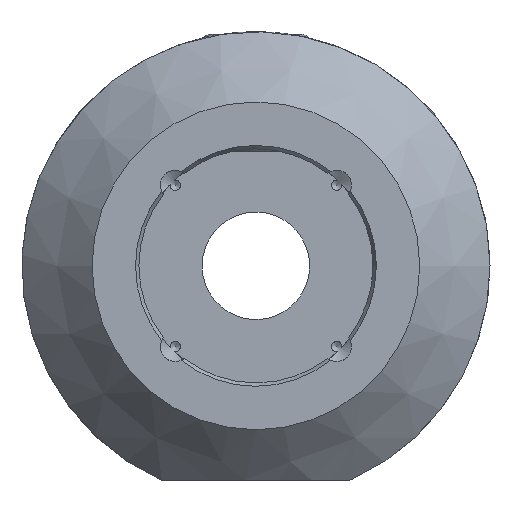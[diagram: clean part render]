
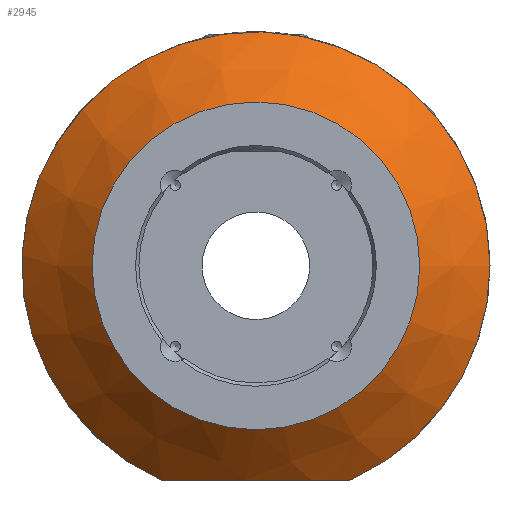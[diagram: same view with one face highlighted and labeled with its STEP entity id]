
A CAD part, left-side view. The second image highlights one B-rep face of the part: STEP entity #2945.
In plain terms, the highlighted conical face has half-angle 45 degrees and reference radius 34 mm.
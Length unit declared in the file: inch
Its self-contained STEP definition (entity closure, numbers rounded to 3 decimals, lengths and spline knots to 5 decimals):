
#226=(
BOUNDED_CURVE()
B_SPLINE_CURVE(2,(#5126,#5127,#5128),.UNSPECIFIED.,.F.,.F.)
B_SPLINE_CURVE_WITH_KNOTS((3,3),(0.,3.2839),.UNSPECIFIED.)
CURVE()
GEOMETRIC_REPRESENTATION_ITEM()
RATIONAL_B_SPLINE_CURVE((1.,1.092,1.))
REPRESENTATION_ITEM('')
);
#430=FACE_OUTER_BOUND('',#603,.T.);
#603=EDGE_LOOP('',(#2582,#2583,#2584,#2585,#2586,#2587,#2588));
#736=LINE('',#6454,#863);
#863=VECTOR('',#4043,1.33858);
#985=CIRCLE('',#3172,1.10236);
#986=CIRCLE('',#3173,1.10236);
#1034=CIRCLE('',#3282,1.5748);
#1035=CIRCLE('',#3283,1.5748);
#1238=VERTEX_POINT('',#5123);
#1239=VERTEX_POINT('',#5125);
#1243=VERTEX_POINT('',#5145);
#1244=VERTEX_POINT('',#5146);
#1331=VERTEX_POINT('',#6452);
#1592=EDGE_CURVE('',#1239,#1238,#226,.T.);
#1600=EDGE_CURVE('',#1243,#1244,#985,.T.);
#1601=EDGE_CURVE('',#1244,#1243,#986,.T.);
#1754=EDGE_CURVE('',#1331,#1238,#1034,.T.);
#1755=EDGE_CURVE('',#1331,#1244,#736,.T.);
#1756=EDGE_CURVE('',#1239,#1331,#1035,.T.);
#2582=ORIENTED_EDGE('',*,*,#1592,.T.);
#2583=ORIENTED_EDGE('',*,*,#1754,.F.);
#2584=ORIENTED_EDGE('',*,*,#1755,.T.);
#2585=ORIENTED_EDGE('',*,*,#1601,.T.);
#2586=ORIENTED_EDGE('',*,*,#1600,.T.);
#2587=ORIENTED_EDGE('',*,*,#1755,.F.);
#2588=ORIENTED_EDGE('',*,*,#1756,.F.);
#2644=CONICAL_SURFACE('',#3281,1.33858,0.785);
#2945=ADVANCED_FACE('',(#430),#2644,.T.);
#3172=AXIS2_PLACEMENT_3D('',#5147,#3776,#3777);
#3173=AXIS2_PLACEMENT_3D('',#5148,#3778,#3779);
#3281=AXIS2_PLACEMENT_3D('',#6451,#4039,#4040);
#3282=AXIS2_PLACEMENT_3D('',#6453,#4041,#4042);
#3283=AXIS2_PLACEMENT_3D('',#6455,#4044,#4045);
#3776=DIRECTION('center_axis',(1.,0.,0.));
#3777=DIRECTION('ref_axis',(0.,1.,0.));
#3778=DIRECTION('center_axis',(1.,0.,0.));
#3779=DIRECTION('ref_axis',(0.,1.,0.));
#4039=DIRECTION('center_axis',(1.,0.,0.));
#4040=DIRECTION('ref_axis',(0.,1.,0.));
#4041=DIRECTION('center_axis',(1.,0.,0.));
#4042=DIRECTION('ref_axis',(0.,1.,0.));
#4043=DIRECTION('',(-0.707,0.707,0.));
#4044=DIRECTION('center_axis',(1.,0.,0.));
#4045=DIRECTION('ref_axis',(0.,1.,0.));
#5123=CARTESIAN_POINT('',(-3.46457,-0.63267,-1.44213));
#5125=CARTESIAN_POINT('',(-3.46457,0.63267,-1.44213));
#5126=CARTESIAN_POINT('Ctrl Pts',(-3.46457,0.63267,-1.44213));
#5127=CARTESIAN_POINT('Ctrl Pts',(-3.71874,0.,
-1.44213));
#5128=CARTESIAN_POINT('Ctrl Pts',(-3.46457,-0.63267,
-1.44213));
#5145=CARTESIAN_POINT('',(-3.93701,1.10236,0.));
#5146=CARTESIAN_POINT('',(-3.93701,-1.10236,0.));
#5147=CARTESIAN_POINT('Origin',(-3.93701,0.,
0.));
#5148=CARTESIAN_POINT('Origin',(-3.93701,0.,
0.));
#6451=CARTESIAN_POINT('Origin',(-3.70079,0.,
0.));
#6452=CARTESIAN_POINT('',(-3.46457,-1.5748,0.));
#6453=CARTESIAN_POINT('Origin',(-3.46457,0.,
0.));
#6454=CARTESIAN_POINT('',(-3.70079,-1.33858,0.));
#6455=CARTESIAN_POINT('Origin',(-3.46457,0.,
0.));
